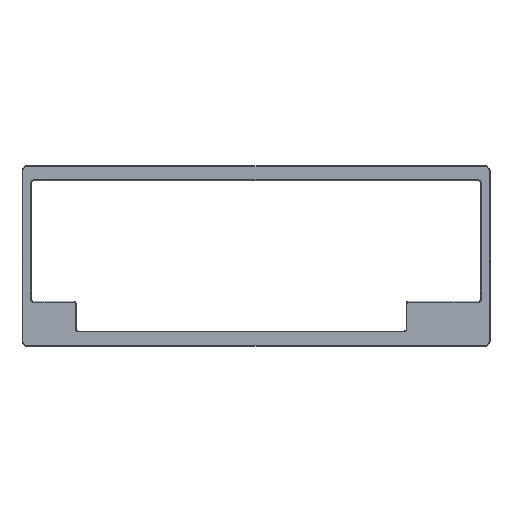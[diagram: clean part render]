
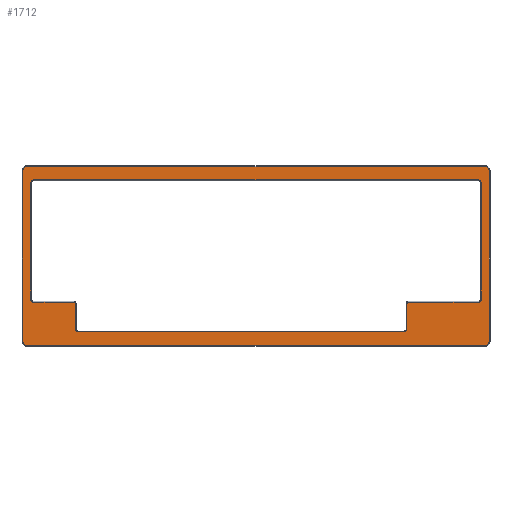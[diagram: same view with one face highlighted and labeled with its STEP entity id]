
A CAD part, top view. The second image highlights one B-rep face of the part: STEP entity #1712.
In plain terms, the highlighted planar face has unit normal (0, 0, 1).
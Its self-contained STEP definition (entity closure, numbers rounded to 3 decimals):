
#36=FACE_BOUND('',#240,.T.);
#54=PLANE('',#1876);
#128=FACE_OUTER_BOUND('',#239,.T.);
#239=EDGE_LOOP('',(#1359,#1360,#1361,#1362,#1363,#1364,#1365,#1366));
#240=EDGE_LOOP('',(#1367,#1368,#1369,#1370,#1371,#1372,#1373,#1374,#1375,
#1376,#1377,#1378,#1379,#1380,#1381,#1382));
#368=LINE('',#2728,#532);
#372=LINE('',#2738,#536);
#375=LINE('',#2749,#539);
#379=LINE('',#2761,#543);
#383=LINE('',#2773,#547);
#387=LINE('',#2783,#551);
#391=LINE('',#2795,#555);
#395=LINE('',#2807,#559);
#403=LINE('',#2833,#567);
#404=LINE('',#2837,#568);
#405=LINE('',#2841,#569);
#406=LINE('',#2845,#570);
#532=VECTOR('',#2154,10.);
#536=VECTOR('',#2166,10.);
#539=VECTOR('',#2177,10.);
#543=VECTOR('',#2189,10.);
#547=VECTOR('',#2201,10.);
#551=VECTOR('',#2213,10.);
#555=VECTOR('',#2225,10.);
#559=VECTOR('',#2237,10.);
#567=VECTOR('',#2269,10.);
#568=VECTOR('',#2272,10.);
#569=VECTOR('',#2275,10.);
#570=VECTOR('',#2278,10.);
#674=CIRCLE('',#1839,2.);
#676=CIRCLE('',#1843,2.);
#678=CIRCLE('',#1847,2.);
#680=CIRCLE('',#1851,1.);
#682=CIRCLE('',#1855,2.);
#684=CIRCLE('',#1859,2.);
#686=CIRCLE('',#1863,1.);
#688=CIRCLE('',#1867,2.);
#691=CIRCLE('',#1877,2.5);
#692=CIRCLE('',#1878,2.5);
#693=CIRCLE('',#1879,2.5);
#694=CIRCLE('',#1880,2.5);
#806=VERTEX_POINT('',#2725);
#807=VERTEX_POINT('',#2727);
#808=VERTEX_POINT('',#2732);
#809=VERTEX_POINT('',#2736);
#811=VERTEX_POINT('',#2742);
#813=VERTEX_POINT('',#2747);
#815=VERTEX_POINT('',#2754);
#817=VERTEX_POINT('',#2759);
#819=VERTEX_POINT('',#2766);
#821=VERTEX_POINT('',#2771);
#822=VERTEX_POINT('',#2777);
#823=VERTEX_POINT('',#2781);
#825=VERTEX_POINT('',#2787);
#827=VERTEX_POINT('',#2793);
#829=VERTEX_POINT('',#2799);
#831=VERTEX_POINT('',#2805);
#836=VERTEX_POINT('',#2831);
#837=VERTEX_POINT('',#2832);
#838=VERTEX_POINT('',#2834);
#839=VERTEX_POINT('',#2836);
#840=VERTEX_POINT('',#2838);
#841=VERTEX_POINT('',#2840);
#842=VERTEX_POINT('',#2842);
#843=VERTEX_POINT('',#2844);
#986=EDGE_CURVE('',#806,#807,#368,.T.);
#990=EDGE_CURVE('',#808,#806,#674,.T.);
#992=EDGE_CURVE('',#809,#808,#372,.T.);
#995=EDGE_CURVE('',#811,#809,#676,.T.);
#997=EDGE_CURVE('',#813,#811,#375,.T.);
#1001=EDGE_CURVE('',#815,#813,#678,.T.);
#1003=EDGE_CURVE('',#817,#815,#379,.T.);
#1007=EDGE_CURVE('',#819,#817,#680,.T.);
#1009=EDGE_CURVE('',#821,#819,#383,.T.);
#1013=EDGE_CURVE('',#822,#821,#682,.T.);
#1015=EDGE_CURVE('',#823,#822,#387,.T.);
#1018=EDGE_CURVE('',#825,#823,#684,.T.);
#1021=EDGE_CURVE('',#827,#825,#391,.T.);
#1024=EDGE_CURVE('',#829,#827,#686,.T.);
#1027=EDGE_CURVE('',#831,#829,#395,.T.);
#1029=EDGE_CURVE('',#807,#831,#688,.T.);
#1039=EDGE_CURVE('',#836,#837,#403,.T.);
#1040=EDGE_CURVE('',#838,#836,#691,.T.);
#1041=EDGE_CURVE('',#839,#838,#404,.T.);
#1042=EDGE_CURVE('',#840,#839,#692,.T.);
#1043=EDGE_CURVE('',#841,#840,#405,.T.);
#1044=EDGE_CURVE('',#842,#841,#693,.T.);
#1045=EDGE_CURVE('',#843,#842,#406,.T.);
#1046=EDGE_CURVE('',#837,#843,#694,.T.);
#1359=ORIENTED_EDGE('',*,*,#1039,.F.);
#1360=ORIENTED_EDGE('',*,*,#1040,.F.);
#1361=ORIENTED_EDGE('',*,*,#1041,.F.);
#1362=ORIENTED_EDGE('',*,*,#1042,.F.);
#1363=ORIENTED_EDGE('',*,*,#1043,.F.);
#1364=ORIENTED_EDGE('',*,*,#1044,.F.);
#1365=ORIENTED_EDGE('',*,*,#1045,.F.);
#1366=ORIENTED_EDGE('',*,*,#1046,.F.);
#1367=ORIENTED_EDGE('',*,*,#986,.F.);
#1368=ORIENTED_EDGE('',*,*,#990,.F.);
#1369=ORIENTED_EDGE('',*,*,#992,.F.);
#1370=ORIENTED_EDGE('',*,*,#995,.F.);
#1371=ORIENTED_EDGE('',*,*,#997,.F.);
#1372=ORIENTED_EDGE('',*,*,#1001,.F.);
#1373=ORIENTED_EDGE('',*,*,#1003,.F.);
#1374=ORIENTED_EDGE('',*,*,#1007,.F.);
#1375=ORIENTED_EDGE('',*,*,#1009,.F.);
#1376=ORIENTED_EDGE('',*,*,#1013,.F.);
#1377=ORIENTED_EDGE('',*,*,#1015,.F.);
#1378=ORIENTED_EDGE('',*,*,#1018,.F.);
#1379=ORIENTED_EDGE('',*,*,#1021,.F.);
#1380=ORIENTED_EDGE('',*,*,#1024,.F.);
#1381=ORIENTED_EDGE('',*,*,#1027,.F.);
#1382=ORIENTED_EDGE('',*,*,#1029,.F.);
#1712=ADVANCED_FACE('',(#128,#36),#54,.T.);
#1839=AXIS2_PLACEMENT_3D('',#2734,#2161,#2162);
#1843=AXIS2_PLACEMENT_3D('',#2744,#2172,#2173);
#1847=AXIS2_PLACEMENT_3D('',#2756,#2184,#2185);
#1851=AXIS2_PLACEMENT_3D('',#2768,#2196,#2197);
#1855=AXIS2_PLACEMENT_3D('',#2779,#2208,#2209);
#1859=AXIS2_PLACEMENT_3D('',#2789,#2219,#2220);
#1863=AXIS2_PLACEMENT_3D('',#2801,#2231,#2232);
#1867=AXIS2_PLACEMENT_3D('',#2810,#2242,#2243);
#1876=AXIS2_PLACEMENT_3D('',#2830,#2267,#2268);
#1877=AXIS2_PLACEMENT_3D('',#2835,#2270,#2271);
#1878=AXIS2_PLACEMENT_3D('',#2839,#2273,#2274);
#1879=AXIS2_PLACEMENT_3D('',#2843,#2276,#2277);
#1880=AXIS2_PLACEMENT_3D('',#2846,#2279,#2280);
#2154=DIRECTION('',(0.,-1.,0.));
#2161=DIRECTION('center_axis',(0.,0.,1.));
#2162=DIRECTION('ref_axis',(-0.707,0.707,0.));
#2166=DIRECTION('',(-1.,0.,0.));
#2172=DIRECTION('center_axis',(0.,0.,1.));
#2173=DIRECTION('ref_axis',(0.707,0.707,0.));
#2177=DIRECTION('',(0.,1.,0.));
#2184=DIRECTION('center_axis',(0.,0.,1.));
#2185=DIRECTION('ref_axis',(0.707,-0.707,0.));
#2189=DIRECTION('',(1.,0.,0.));
#2196=DIRECTION('center_axis',(0.,0.,-1.));
#2197=DIRECTION('ref_axis',(-0.707,0.707,0.));
#2201=DIRECTION('',(0.,1.,0.));
#2208=DIRECTION('center_axis',(0.,0.,1.));
#2209=DIRECTION('ref_axis',(0.707,-0.707,0.));
#2213=DIRECTION('',(1.,0.,0.));
#2219=DIRECTION('center_axis',(0.,0.,1.));
#2220=DIRECTION('ref_axis',(-0.707,-0.707,0.));
#2225=DIRECTION('',(0.,-1.,0.));
#2231=DIRECTION('center_axis',(0.,0.,-1.));
#2232=DIRECTION('ref_axis',(0.707,0.707,0.));
#2237=DIRECTION('',(1.,0.,0.));
#2242=DIRECTION('center_axis',(0.,0.,1.));
#2243=DIRECTION('ref_axis',(-0.707,-0.707,0.));
#2267=DIRECTION('center_axis',(0.,0.,1.));
#2268=DIRECTION('ref_axis',(1.,0.,0.));
#2269=DIRECTION('',(1.,0.,0.));
#2270=DIRECTION('center_axis',(0.,0.,-1.));
#2271=DIRECTION('ref_axis',(-0.707,0.707,0.));
#2272=DIRECTION('',(0.,1.,0.));
#2273=DIRECTION('center_axis',(0.,0.,-1.));
#2274=DIRECTION('ref_axis',(-0.707,-0.707,0.));
#2275=DIRECTION('',(-1.,0.,0.));
#2276=DIRECTION('center_axis',(0.,0.,-1.));
#2277=DIRECTION('ref_axis',(0.707,-0.707,0.));
#2278=DIRECTION('',(0.,-1.,0.));
#2279=DIRECTION('center_axis',(0.,0.,-1.));
#2280=DIRECTION('ref_axis',(0.707,0.707,0.));
#2725=CARTESIAN_POINT('',(-10.8,8.5,16.6));
#2727=CARTESIAN_POINT('',(-10.8,-65.65,16.6));
#2728=CARTESIAN_POINT('',(-10.8,-14.925,16.6));
#2732=CARTESIAN_POINT('',(-8.8,10.5,16.6));
#2734=CARTESIAN_POINT('Origin',(-8.8,8.5,16.6));
#2736=CARTESIAN_POINT('',(275.5,10.5,16.6));
#2738=CARTESIAN_POINT('',(204.3,10.5,16.6));
#2742=CARTESIAN_POINT('',(277.5,8.5,16.6));
#2744=CARTESIAN_POINT('Origin',(275.5,8.5,16.6));
#2747=CARTESIAN_POINT('',(277.5,-65.65,16.6));
#2749=CARTESIAN_POINT('',(277.5,-61.275,16.6));
#2754=CARTESIAN_POINT('',(275.5,-67.65,16.6));
#2756=CARTESIAN_POINT('Origin',(275.5,-65.65,16.6));
#2759=CARTESIAN_POINT('',(230.875,-67.65,16.6));
#2761=CARTESIAN_POINT('',(181.363,-67.65,16.6));
#2766=CARTESIAN_POINT('',(229.875,-68.65,16.6));
#2768=CARTESIAN_POINT('Origin',(230.875,-68.65,16.6));
#2771=CARTESIAN_POINT('',(229.875,-84.7,16.6));
#2773=CARTESIAN_POINT('',(229.875,-62.15,16.6));
#2777=CARTESIAN_POINT('',(227.875,-86.7,16.6));
#2779=CARTESIAN_POINT('Origin',(227.875,-84.7,16.6));
#2781=CARTESIAN_POINT('',(19.775,-86.7,16.6));
#2783=CARTESIAN_POINT('',(62.4,-86.7,16.6));
#2787=CARTESIAN_POINT('',(17.775,-84.7,16.6));
#2789=CARTESIAN_POINT('Origin',(19.775,-84.7,16.6));
#2793=CARTESIAN_POINT('',(17.775,-68.65,16.6));
#2795=CARTESIAN_POINT('',(17.775,-52.625,16.6));
#2799=CARTESIAN_POINT('',(16.775,-67.65,16.6));
#2801=CARTESIAN_POINT('Origin',(16.775,-68.65,16.6));
#2805=CARTESIAN_POINT('',(-8.8,-67.65,16.6));
#2807=CARTESIAN_POINT('',(61.525,-67.65,16.6));
#2810=CARTESIAN_POINT('Origin',(-8.8,-65.65,16.6));
#2830=CARTESIAN_POINT('Origin',(133.35,-38.1,16.6));
#2831=CARTESIAN_POINT('',(-13.3,19.,16.6));
#2832=CARTESIAN_POINT('',(280.,19.,16.6));
#2833=CARTESIAN_POINT('',(56.775,19.,16.6));
#2834=CARTESIAN_POINT('',(-15.8,16.5,16.6));
#2835=CARTESIAN_POINT('Origin',(-13.3,16.5,16.6));
#2836=CARTESIAN_POINT('',(-15.8,-92.7,16.6));
#2837=CARTESIAN_POINT('',(-15.8,-66.9,16.6));
#2838=CARTESIAN_POINT('',(-13.3,-95.2,16.6));
#2839=CARTESIAN_POINT('Origin',(-13.3,-92.7,16.6));
#2840=CARTESIAN_POINT('',(280.,-95.2,16.6));
#2841=CARTESIAN_POINT('',(209.925,-95.2,16.6));
#2842=CARTESIAN_POINT('',(282.5,-92.7,16.6));
#2843=CARTESIAN_POINT('Origin',(280.,-92.7,16.6));
#2844=CARTESIAN_POINT('',(282.5,16.5,16.6));
#2845=CARTESIAN_POINT('',(282.5,-9.3,16.6));
#2846=CARTESIAN_POINT('Origin',(280.,16.5,16.6));
